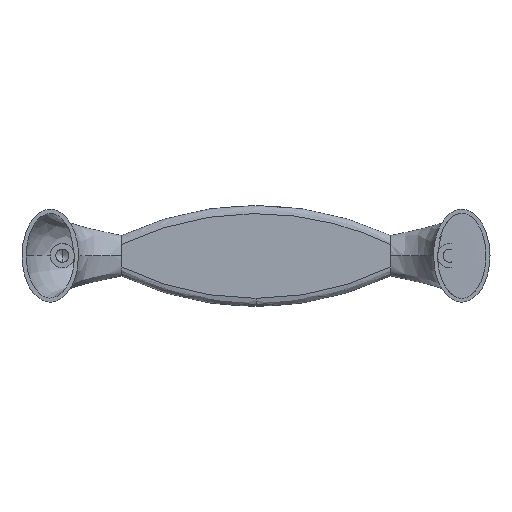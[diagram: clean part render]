
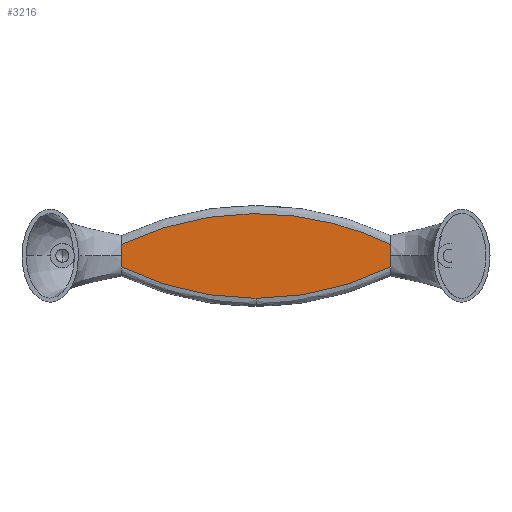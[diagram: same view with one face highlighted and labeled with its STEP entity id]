
A CAD part, front view. The second image highlights one B-rep face of the part: STEP entity #3216.
In plain terms, the highlighted planar face has unit normal (0, -1, 0).
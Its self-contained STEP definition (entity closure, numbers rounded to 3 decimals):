
#575 = FACE_OUTER_BOUND ( 'NONE', #3235, .T. ) ;
#702 = CARTESIAN_POINT ( 'NONE',  ( 51., 18.5, -10.563 ) ) ;
#880 = CARTESIAN_POINT ( 'NONE',  ( 17.632, 18.5, -1.438 ) ) ;
#1215 = CARTESIAN_POINT ( 'NONE',  ( 84.368, 18.5, 2.784 ) ) ;
#1370 = LINE ( 'NONE', #6587, #6122 ) ;
#1608 = ORIENTED_EDGE ( 'NONE', *, *, #2023, .F. ) ;
#1766 =( BOUNDED_CURVE ( )  B_SPLINE_CURVE ( 3, ( #5900, #4315, #6404, #6369 ),
 .UNSPECIFIED., .F., .F. ) 
 B_SPLINE_CURVE_WITH_KNOTS ( ( 4, 4 ),
 ( 0.5, 1. ),
 .UNSPECIFIED. ) 
 CURVE ( )  GEOMETRIC_REPRESENTATION_ITEM ( )  RATIONAL_B_SPLINE_CURVE ( ( 1., 0.983, 0.983, 1. ) ) 
 REPRESENTATION_ITEM ( '' )  );
#2014 = EDGE_CURVE ( 'NONE', #3366, #4604, #2979, .T. ) ;
#2023 = EDGE_CURVE ( 'NONE', #6370, #2655, #3686, .T. ) ;
#2040 = CARTESIAN_POINT ( 'NONE',  ( 50.635, 18.5, -1.438 ) ) ;
#2109 = DIRECTION ( 'NONE',  ( 0., 0., 1. ) ) ;
#2166 = CARTESIAN_POINT ( 'NONE',  ( 51., 18.5, -10.563 ) ) ;
#2175 = CARTESIAN_POINT ( 'NONE',  ( 84.368, 18.5, -2.777 ) ) ;
#2304 = CARTESIAN_POINT ( 'NONE',  ( 62.624, 18.5, -10.563 ) ) ;
#2418 = DIRECTION ( 'NONE',  ( 0., 0., -1. ) ) ;
#2655 = VERTEX_POINT ( 'NONE', #2166 ) ;
#2786 = CARTESIAN_POINT ( 'NONE',  ( 39.083, 18.5, 13.172 ) ) ;
#2979 =( BOUNDED_CURVE ( )  B_SPLINE_CURVE ( 3, ( #4786, #2786, #4312, #1215 ),
 .UNSPECIFIED., .F., .T. ) 
 B_SPLINE_CURVE_WITH_KNOTS ( ( 4, 4 ),
 ( 0., 1. ),
 .UNSPECIFIED. ) 
 CURVE ( )  GEOMETRIC_REPRESENTATION_ITEM ( )  RATIONAL_B_SPLINE_CURVE ( ( 1., 0.933, 0.933, 1. ) ) 
 REPRESENTATION_ITEM ( '' )  );
#3085 = DIRECTION ( 'NONE',  ( 0., 1., 0. ) ) ;
#3216 = ADVANCED_FACE ( 'NONE', ( #575 ), #5687, .F. ) ;
#3235 = EDGE_LOOP ( 'NONE', ( #3398, #4095, #4692, #5176, #1608 ) ) ;
#3366 = VERTEX_POINT ( 'NONE', #5215 ) ;
#3398 = ORIENTED_EDGE ( 'NONE', *, *, #3634, .F. ) ;
#3634 = EDGE_CURVE ( 'NONE', #4604, #6370, #1370, .T. ) ;
#3686 =( BOUNDED_CURVE ( )  B_SPLINE_CURVE ( 3, ( #5395, #5834, #2304, #702 ),
 .UNSPECIFIED., .F., .T. ) 
 B_SPLINE_CURVE_WITH_KNOTS ( ( 4, 4 ),
 ( 0., 0.5 ),
 .UNSPECIFIED. ) 
 CURVE ( )  GEOMETRIC_REPRESENTATION_ITEM ( )  RATIONAL_B_SPLINE_CURVE ( ( 1., 0.983, 0.983, 1. ) ) 
 REPRESENTATION_ITEM ( '' )  );
#3785 = EDGE_CURVE ( 'NONE', #6043, #3366, #4396, .T. ) ;
#3897 = CARTESIAN_POINT ( 'NONE',  ( 17.632, 18.5, -2.777 ) ) ;
#3957 = VECTOR ( 'NONE', #6449, 1000. ) ;
#4095 = ORIENTED_EDGE ( 'NONE', *, *, #2014, .F. ) ;
#4312 = CARTESIAN_POINT ( 'NONE',  ( 62.917, 18.5, 13.172 ) ) ;
#4315 = CARTESIAN_POINT ( 'NONE',  ( 39.376, 18.5, -10.563 ) ) ;
#4396 = LINE ( 'NONE', #880, #3957 ) ;
#4407 = EDGE_CURVE ( 'NONE', #2655, #6043, #1766, .T. ) ;
#4604 = VERTEX_POINT ( 'NONE', #6354 ) ;
#4692 = ORIENTED_EDGE ( 'NONE', *, *, #3785, .F. ) ;
#4786 = CARTESIAN_POINT ( 'NONE',  ( 17.632, 18.5, 2.784 ) ) ;
#5082 = AXIS2_PLACEMENT_3D ( 'NONE', #2040, #3085, #2109 ) ;
#5176 = ORIENTED_EDGE ( 'NONE', *, *, #4407, .F. ) ;
#5215 = CARTESIAN_POINT ( 'NONE',  ( 17.632, 18.5, 2.784 ) ) ;
#5395 = CARTESIAN_POINT ( 'NONE',  ( 84.368, 18.5, -2.777 ) ) ;
#5687 = PLANE ( 'NONE',  #5082 ) ;
#5834 = CARTESIAN_POINT ( 'NONE',  ( 73.944, 18.5, -7.921 ) ) ;
#5900 = CARTESIAN_POINT ( 'NONE',  ( 51., 18.5, -10.563 ) ) ;
#6043 = VERTEX_POINT ( 'NONE', #3897 ) ;
#6122 = VECTOR ( 'NONE', #2418, 1000. ) ;
#6354 = CARTESIAN_POINT ( 'NONE',  ( 84.368, 18.5, 2.784 ) ) ;
#6369 = CARTESIAN_POINT ( 'NONE',  ( 17.632, 18.5, -2.777 ) ) ;
#6370 = VERTEX_POINT ( 'NONE', #2175 ) ;
#6404 = CARTESIAN_POINT ( 'NONE',  ( 28.056, 18.5, -7.921 ) ) ;
#6449 = DIRECTION ( 'NONE',  ( 0., 0., 1. ) ) ;
#6587 = CARTESIAN_POINT ( 'NONE',  ( 84.368, 18.5, -1.438 ) ) ;
